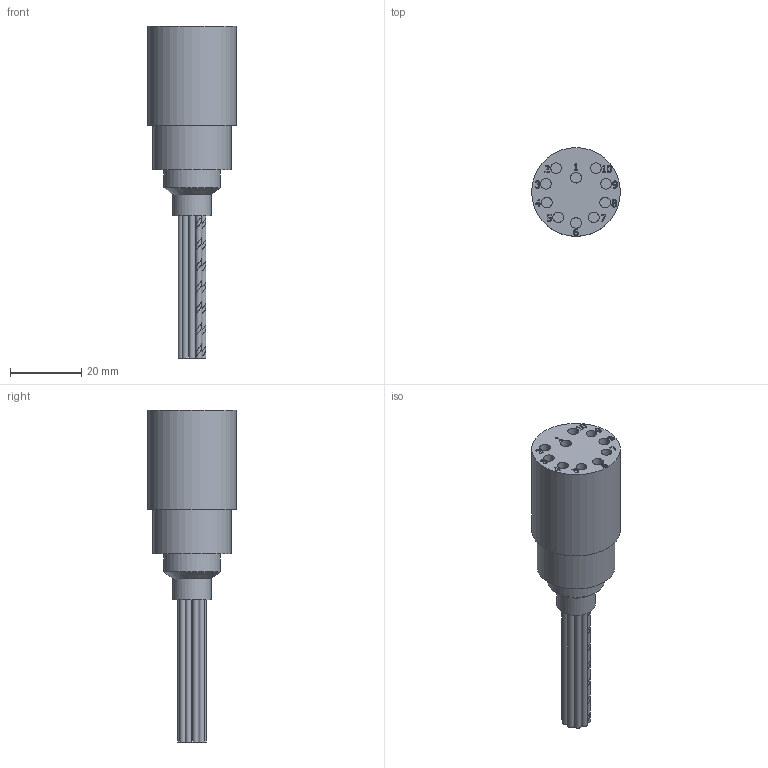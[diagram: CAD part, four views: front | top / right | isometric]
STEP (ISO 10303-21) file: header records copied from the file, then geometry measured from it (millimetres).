
FILE_DESCRIPTION(/* description */ (''),/* implementation_level */ '2;1');
FILE_NAME(/* name */ 'MCOM10F.stp',/* time_stamp */ '2014-11-26T09:53:26+01:00',/* author */ ('sh'),/* organization */ (''),/* preprocessor_version */ 'ST-DEVELOPER v15.2',/* originating_system */ 'Autodesk Inventor 2014',/* authorisation */ '');
FILE_SCHEMA (('AUTOMOTIVE_DESIGN { 1 0 10303 214 3 1 1 }'));
Length unit declared in the file: millimetre
Products named in the file (1): MCOM10F
Bounding box: 25 x 25 x 93.5 mm (x, y, z)
Volume: 19989.1 mm3; surface area: 8536.2 mm2
Topology: 1 solids, 1 shells, 270 faces, 675 edges, 447 vertices
Faces by surface type: bspline 122, plane 118, cylinder 29, cone 1
Full cylindrical faces by diameter (mm): 1.7 x6, 3 x10, 9 x1, 11 x1, 16 x1, 22 x1, 25 x1
Entity records: 11525 total; most frequent: CARTESIAN_POINT 5647, ORIENTED_EDGE 1304, DIRECTION 756, EDGE_CURVE 652, VERTEX_POINT 446, LINE 350, VECTOR 350, EDGE_LOOP 332
